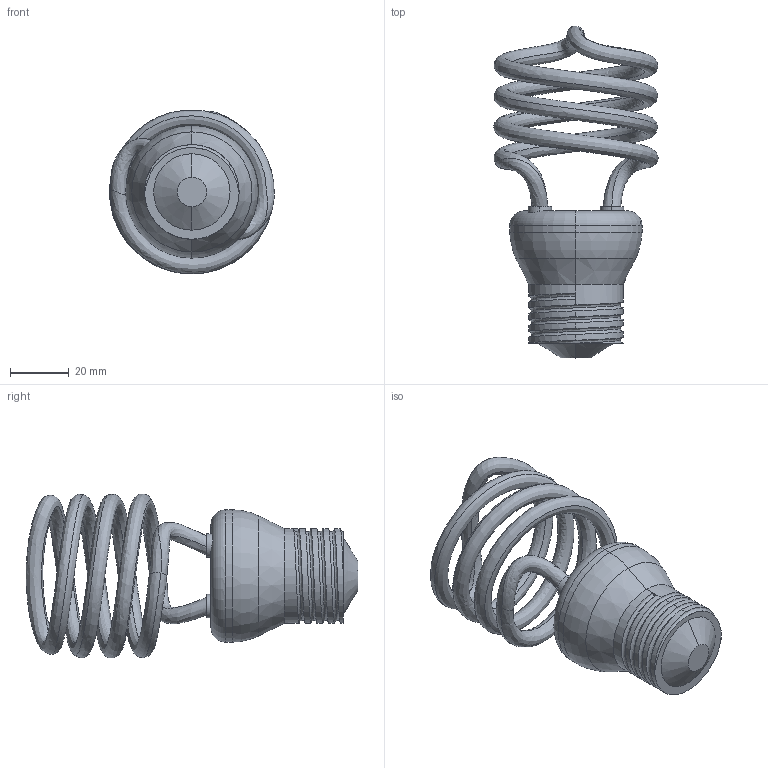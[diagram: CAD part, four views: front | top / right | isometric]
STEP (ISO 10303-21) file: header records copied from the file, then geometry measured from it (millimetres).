
FILE_DESCRIPTION (( 'STEP AP214' ), '1' );
FILE_NAME ('Part59.STEP', '2025-03-03T13:04:32', ( '' ), ( '' ), 'SwSTEP 2.0', 'SolidWorks 2024', '' );
FILE_SCHEMA (( 'AUTOMOTIVE_DESIGN' ));
Length unit declared in the file: millimetre
Products named in the file (1): Part59
Bounding box: 55.89 x 112.88 x 55.74 mm (x, y, z)
Volume: 67876 mm3; surface area: 20129.8 mm2
Topology: 1 solids, 1 shells, 36 faces, 87 edges, 54 vertices
Faces by surface type: cylinder 16, bspline 6, plane 6, cone 4, torus 4
Entity records: 8245 total; most frequent: CARTESIAN_POINT 7455, ORIENTED_EDGE 174, DIRECTION 151, EDGE_CURVE 87, AXIS2_PLACEMENT_3D 65, VERTEX_POINT 54, EDGE_LOOP 39, ADVANCED_FACE 36
